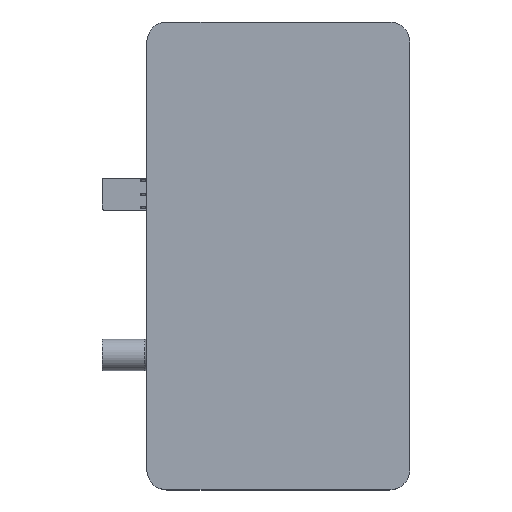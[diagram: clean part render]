
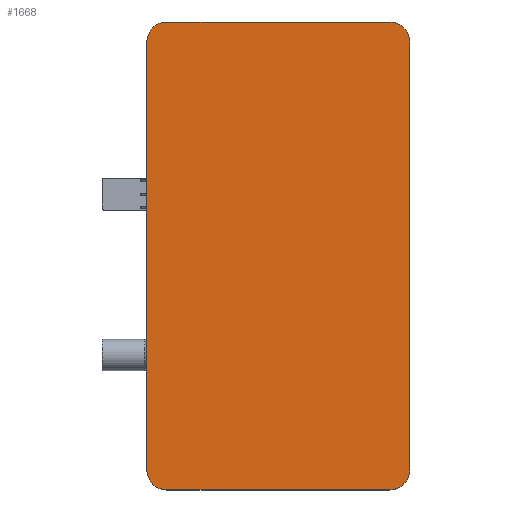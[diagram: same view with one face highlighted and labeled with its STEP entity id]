
A CAD part, top view. The second image highlights one B-rep face of the part: STEP entity #1668.
In plain terms, the highlighted planar face has unit normal (0, 0, 1).
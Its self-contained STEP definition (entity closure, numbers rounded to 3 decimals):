
#227 = EDGE_CURVE ( 'NONE', #1021, #6198, #2952, .T. ) ;
#287 = VECTOR ( 'NONE', #4543, 1000. ) ;
#300 = VECTOR ( 'NONE', #3303, 1000. ) ;
#345 = CARTESIAN_POINT ( 'NONE',  ( -115., 6., 3. ) ) ;
#374 = CARTESIAN_POINT ( 'NONE',  ( -115., 198., 3. ) ) ;
#552 = DIRECTION ( 'NONE',  ( 0., 0., -1. ) ) ;
#703 = EDGE_CURVE ( 'NONE', #5312, #7881, #2193, .T. ) ;
#1013 = AXIS2_PLACEMENT_3D ( 'NONE', #7297, #7927, #4288 ) ;
#1021 = VERTEX_POINT ( 'NONE', #7687 ) ;
#1041 = VERTEX_POINT ( 'NONE', #374 ) ;
#1234 = DIRECTION ( 'NONE',  ( 1., 0., 0. ) ) ;
#1361 = LINE ( 'NONE', #5682, #6221 ) ;
#1367 = VERTEX_POINT ( 'NONE', #1532 ) ;
#1532 = CARTESIAN_POINT ( 'NONE',  ( -106., -3., 3. ) ) ;
#1668 = ADVANCED_FACE ( 'NONE', ( #5043 ), #7510, .T. ) ;
#1707 = DIRECTION ( 'NONE',  ( 1., 0., 0. ) ) ;
#1889 = VERTEX_POINT ( 'NONE', #3938 ) ;
#1926 = AXIS2_PLACEMENT_3D ( 'NONE', #3155, #5033, #1234 ) ;
#2193 = LINE ( 'NONE', #4661, #287 ) ;
#2410 = CARTESIAN_POINT ( 'NONE',  ( -6., 207., 3. ) ) ;
#2952 = LINE ( 'NONE', #7319, #4513 ) ;
#3155 = CARTESIAN_POINT ( 'NONE',  ( -106., 198., 3. ) ) ;
#3303 = DIRECTION ( 'NONE',  ( 0., 1., 0. ) ) ;
#3538 = EDGE_CURVE ( 'NONE', #6928, #1367, #1361, .T. ) ;
#3568 = EDGE_LOOP ( 'NONE', ( #4305, #3720, #6201, #5434, #5253, #4482, #6836, #7944 ) ) ;
#3626 = DIRECTION ( 'NONE',  ( 1., 0., 0. ) ) ;
#3720 = ORIENTED_EDGE ( 'NONE', *, *, #703, .F. ) ;
#3938 = CARTESIAN_POINT ( 'NONE',  ( -115., 6., 3. ) ) ;
#3956 = CARTESIAN_POINT ( 'NONE',  ( -6., -3., 3. ) ) ;
#4212 = CARTESIAN_POINT ( 'NONE',  ( -6., 198., 3. ) ) ;
#4244 = AXIS2_PLACEMENT_3D ( 'NONE', #4768, #6622, #1707 ) ;
#4288 = DIRECTION ( 'NONE',  ( 1., 0., 0. ) ) ;
#4305 = ORIENTED_EDGE ( 'NONE', *, *, #5011, .F. ) ;
#4482 = ORIENTED_EDGE ( 'NONE', *, *, #3538, .F. ) ;
#4513 = VECTOR ( 'NONE', #4887, 1000. ) ;
#4543 = DIRECTION ( 'NONE',  ( 1., 0., 0. ) ) ;
#4661 = CARTESIAN_POINT ( 'NONE',  ( -106., 207., 3. ) ) ;
#4768 = CARTESIAN_POINT ( 'NONE',  ( -106., 6., 3. ) ) ;
#4887 = DIRECTION ( 'NONE',  ( 0., -1., 0. ) ) ;
#5011 = EDGE_CURVE ( 'NONE', #7881, #1021, #6963, .T. ) ;
#5033 = DIRECTION ( 'NONE',  ( 0., 0., -1. ) ) ;
#5043 = FACE_OUTER_BOUND ( 'NONE', #3568, .T. ) ;
#5142 = EDGE_CURVE ( 'NONE', #1041, #5312, #5544, .T. ) ;
#5202 = DIRECTION ( 'NONE',  ( -1., 0., 0. ) ) ;
#5253 = ORIENTED_EDGE ( 'NONE', *, *, #5953, .F. ) ;
#5312 = VERTEX_POINT ( 'NONE', #7855 ) ;
#5434 = ORIENTED_EDGE ( 'NONE', *, *, #6948, .F. ) ;
#5509 = DIRECTION ( 'NONE',  ( 1., 0., 0. ) ) ;
#5544 = CIRCLE ( 'NONE', #1926, 9. ) ;
#5682 = CARTESIAN_POINT ( 'NONE',  ( -6., -3., 3. ) ) ;
#5880 = LINE ( 'NONE', #345, #300 ) ;
#5953 = EDGE_CURVE ( 'NONE', #1367, #1889, #7749, .T. ) ;
#6168 = AXIS2_PLACEMENT_3D ( 'NONE', #4212, #6686, #3626 ) ;
#6198 = VERTEX_POINT ( 'NONE', #6410 ) ;
#6201 = ORIENTED_EDGE ( 'NONE', *, *, #5142, .F. ) ;
#6221 = VECTOR ( 'NONE', #5202, 1000. ) ;
#6342 = AXIS2_PLACEMENT_3D ( 'NONE', #7299, #552, #5509 ) ;
#6410 = CARTESIAN_POINT ( 'NONE',  ( 3., 6., 3. ) ) ;
#6622 = DIRECTION ( 'NONE',  ( 0., 0., -1. ) ) ;
#6628 = EDGE_CURVE ( 'NONE', #6198, #6928, #6871, .T. ) ;
#6686 = DIRECTION ( 'NONE',  ( 0., 0., 1. ) ) ;
#6836 = ORIENTED_EDGE ( 'NONE', *, *, #6628, .F. ) ;
#6871 = CIRCLE ( 'NONE', #6342, 9. ) ;
#6928 = VERTEX_POINT ( 'NONE', #3956 ) ;
#6948 = EDGE_CURVE ( 'NONE', #1889, #1041, #5880, .T. ) ;
#6963 = CIRCLE ( 'NONE', #1013, 9. ) ;
#7297 = CARTESIAN_POINT ( 'NONE',  ( -6., 198., 3. ) ) ;
#7299 = CARTESIAN_POINT ( 'NONE',  ( -6., 6., 3. ) ) ;
#7319 = CARTESIAN_POINT ( 'NONE',  ( 3., 198., 3. ) ) ;
#7510 = PLANE ( 'NONE',  #6168 ) ;
#7687 = CARTESIAN_POINT ( 'NONE',  ( 3., 198., 3. ) ) ;
#7749 = CIRCLE ( 'NONE', #4244, 9. ) ;
#7855 = CARTESIAN_POINT ( 'NONE',  ( -106., 207., 3. ) ) ;
#7881 = VERTEX_POINT ( 'NONE', #2410 ) ;
#7927 = DIRECTION ( 'NONE',  ( 0., 0., -1. ) ) ;
#7944 = ORIENTED_EDGE ( 'NONE', *, *, #227, .F. ) ;
